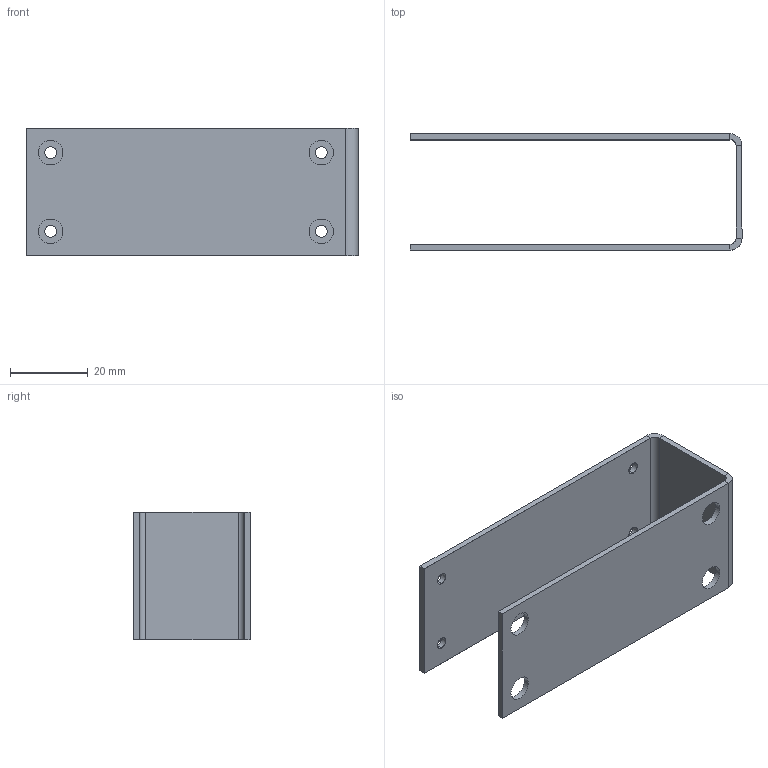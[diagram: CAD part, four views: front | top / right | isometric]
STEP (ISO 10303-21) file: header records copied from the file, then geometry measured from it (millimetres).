
FILE_DESCRIPTION (( 'STEP AP214' ), '1' );
FILE_NAME ('Chest_Lower.STEP', '2013-02-21T18:24:36', ( 'Patate-au-four' ), ( '' ), 'SwSTEP 2.0', 'SolidWorks 2013', '' );
FILE_SCHEMA (( 'AUTOMOTIVE_DESIGN' ));
Length unit declared in the file: inch
Products named in the file (1): Chest_Lower
Bounding box: 85.66 x 30.04 x 33.02 mm (x, y, z)
Volume: 13924.2 mm3; surface area: 19353.2 mm2
Topology: 2 solids, 2 shells, 52 faces, 128 edges, 80 vertices
Faces by surface type: cylinder 28, plane 24
Entity records: 1639 total; most frequent: DIRECTION 290, CARTESIAN_POINT 261, ORIENTED_EDGE 256, EDGE_CURVE 128, AXIS2_PLACEMENT_3D 109, VERTEX_POINT 80, EDGE_LOOP 76, VECTOR 72
